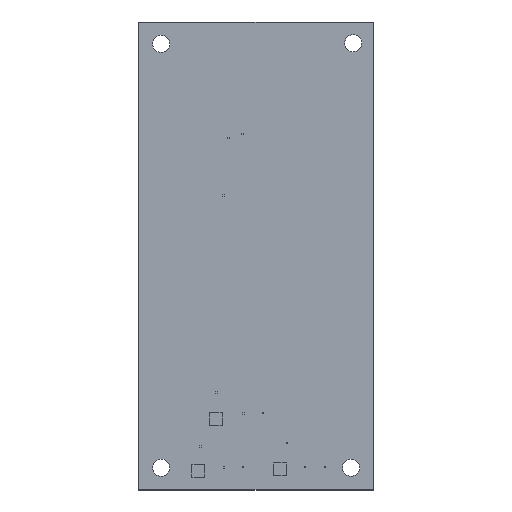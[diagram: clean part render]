
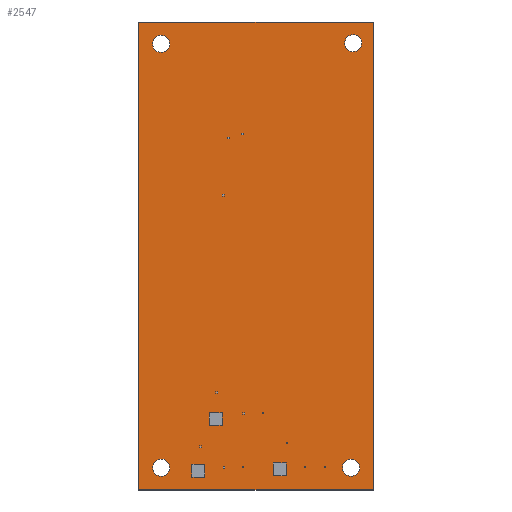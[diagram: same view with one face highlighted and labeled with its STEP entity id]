
A CAD part, top view. The second image highlights one B-rep face of the part: STEP entity #2547.
In plain terms, the highlighted planar face has unit normal (0, 0, 1).
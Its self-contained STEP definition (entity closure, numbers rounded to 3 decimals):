
#2274 = VERTEX_POINT('',#2275);
#2275 = CARTESIAN_POINT('',(143.637,103.251,0.));
#2281 = EDGE_CURVE('',#2274,#2282,#2284,.T.);
#2282 = VERTEX_POINT('',#2283);
#2283 = CARTESIAN_POINT('',(181.305,103.251,0.));
#2284 = LINE('',#2285,#2286);
#2285 = CARTESIAN_POINT('',(143.637,103.251,0.));
#2286 = VECTOR('',#2287,1.);
#2287 = DIRECTION('',(1.,0.,0.));
#2312 = EDGE_CURVE('',#2282,#2313,#2315,.T.);
#2313 = VERTEX_POINT('',#2314);
#2314 = CARTESIAN_POINT('',(181.305,28.219,0.));
#2315 = LINE('',#2316,#2317);
#2316 = CARTESIAN_POINT('',(181.305,103.251,0.));
#2317 = VECTOR('',#2318,1.);
#2318 = DIRECTION('',(0.,-1.,0.));
#2343 = EDGE_CURVE('',#2313,#2344,#2346,.T.);
#2344 = VERTEX_POINT('',#2345);
#2345 = CARTESIAN_POINT('',(143.637,28.219,0.));
#2346 = LINE('',#2347,#2348);
#2347 = CARTESIAN_POINT('',(181.305,28.219,0.));
#2348 = VECTOR('',#2349,1.);
#2349 = DIRECTION('',(-1.,0.,0.));
#2374 = EDGE_CURVE('',#2344,#2274,#2375,.T.);
#2375 = LINE('',#2376,#2377);
#2376 = CARTESIAN_POINT('',(143.637,28.219,0.));
#2377 = VECTOR('',#2378,1.);
#2378 = DIRECTION('',(0.,1.,0.));
#2398 = VERTEX_POINT('',#2399);
#2399 = CARTESIAN_POINT('',(148.644,31.801,0.));
#2405 = EDGE_CURVE('',#2398,#2398,#2406,.T.);
#2406 = CIRCLE('',#2407,1.375);
#2407 = AXIS2_PLACEMENT_3D('',#2408,#2409,#2410);
#2408 = CARTESIAN_POINT('',(147.269,31.801,0.));
#2409 = DIRECTION('',(0.,0.,1.));
#2410 = DIRECTION('',(1.,0.,0.));
#2431 = VERTEX_POINT('',#2432);
#2432 = CARTESIAN_POINT('',(148.644,99.746,0.));
#2438 = EDGE_CURVE('',#2431,#2431,#2439,.T.);
#2439 = CIRCLE('',#2440,1.375);
#2440 = AXIS2_PLACEMENT_3D('',#2441,#2442,#2443);
#2441 = CARTESIAN_POINT('',(147.269,99.746,0.));
#2442 = DIRECTION('',(0.,0.,1.));
#2443 = DIRECTION('',(1.,0.,0.));
#2464 = VERTEX_POINT('',#2465);
#2465 = CARTESIAN_POINT('',(179.084,31.801,0.));
#2471 = EDGE_CURVE('',#2464,#2464,#2472,.T.);
#2472 = CIRCLE('',#2473,1.375);
#2473 = AXIS2_PLACEMENT_3D('',#2474,#2475,#2476);
#2474 = CARTESIAN_POINT('',(177.709,31.801,0.));
#2475 = DIRECTION('',(0.,0.,1.));
#2476 = DIRECTION('',(1.,0.,0.));
#2497 = VERTEX_POINT('',#2498);
#2498 = CARTESIAN_POINT('',(179.429,99.847,0.));
#2504 = EDGE_CURVE('',#2497,#2497,#2505,.T.);
#2505 = CIRCLE('',#2506,1.375);
#2506 = AXIS2_PLACEMENT_3D('',#2507,#2508,#2509);
#2507 = CARTESIAN_POINT('',(178.054,99.847,0.));
#2508 = DIRECTION('',(0.,0.,1.));
#2509 = DIRECTION('',(1.,0.,0.));
#2547 = ADVANCED_FACE('',(#2548,#2554,#2557,#2560,#2563),#2566,.T.);
#2548 = FACE_BOUND('',#2549,.F.);
#2549 = EDGE_LOOP('',(#2550,#2551,#2552,#2553));
#2550 = ORIENTED_EDGE('',*,*,#2281,.T.);
#2551 = ORIENTED_EDGE('',*,*,#2312,.T.);
#2552 = ORIENTED_EDGE('',*,*,#2343,.T.);
#2553 = ORIENTED_EDGE('',*,*,#2374,.T.);
#2554 = FACE_BOUND('',#2555,.T.);
#2555 = EDGE_LOOP('',(#2556));
#2556 = ORIENTED_EDGE('',*,*,#2405,.F.);
#2557 = FACE_BOUND('',#2558,.T.);
#2558 = EDGE_LOOP('',(#2559));
#2559 = ORIENTED_EDGE('',*,*,#2438,.F.);
#2560 = FACE_BOUND('',#2561,.T.);
#2561 = EDGE_LOOP('',(#2562));
#2562 = ORIENTED_EDGE('',*,*,#2471,.F.);
#2563 = FACE_BOUND('',#2564,.T.);
#2564 = EDGE_LOOP('',(#2565));
#2565 = ORIENTED_EDGE('',*,*,#2504,.F.);
#2566 = PLANE('',#2567);
#2567 = AXIS2_PLACEMENT_3D('',#2568,#2569,#2570);
#2568 = CARTESIAN_POINT('',(143.637,103.251,0.));
#2569 = DIRECTION('',(0.,0.,1.));
#2570 = DIRECTION('',(1.,0.,0.));
